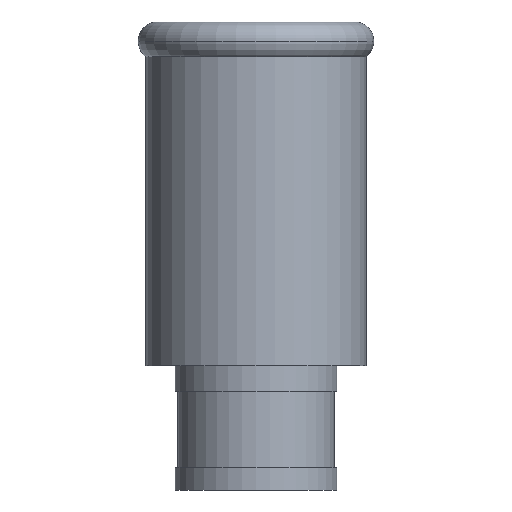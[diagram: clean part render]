
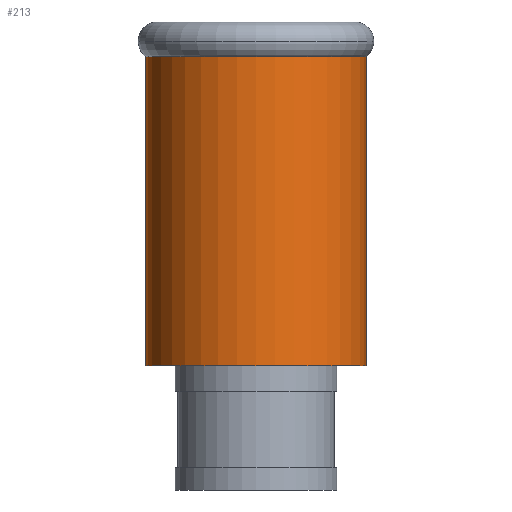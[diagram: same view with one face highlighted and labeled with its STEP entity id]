
A CAD part, front view. The second image highlights one B-rep face of the part: STEP entity #213.
In plain terms, the highlighted cylindrical face has radius 17.3 mm (diameter 34.6 mm), a full revolution.
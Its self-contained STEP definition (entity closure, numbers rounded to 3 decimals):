
#22=LINE('',#396,#29);
#29=VECTOR('',#336,16.1);
#36=CYLINDRICAL_SURFACE('',#261,17.3);
#57=FACE_OUTER_BOUND('',#78,.T.);
#78=EDGE_LOOP('',(#186,#187,#188,#189));
#93=CIRCLE('',#250,17.3);
#98=CIRCLE('',#260,17.3);
#110=VERTEX_POINT('',#375);
#115=VERTEX_POINT('',#393);
#132=EDGE_CURVE('',#110,#110,#93,.F.);
#139=EDGE_CURVE('',#115,#115,#98,.F.);
#140=EDGE_CURVE('',#110,#115,#22,.T.);
#186=ORIENTED_EDGE('',*,*,#132,.T.);
#187=ORIENTED_EDGE('',*,*,#140,.T.);
#188=ORIENTED_EDGE('',*,*,#139,.T.);
#189=ORIENTED_EDGE('',*,*,#140,.F.);
#213=ADVANCED_FACE('',(#57),#36,.T.);
#250=AXIS2_PLACEMENT_3D('',#377,#310,#311);
#260=AXIS2_PLACEMENT_3D('',#394,#332,#333);
#261=AXIS2_PLACEMENT_3D('',#395,#334,#335);
#310=DIRECTION('center_axis',(0.,0.,1.));
#311=DIRECTION('ref_axis',(1.,0.,0.));
#332=DIRECTION('center_axis',(0.,0.,-1.));
#333=DIRECTION('ref_axis',(1.,0.,0.));
#334=DIRECTION('center_axis',(0.,0.,1.));
#335=DIRECTION('ref_axis',(1.,0.,0.));
#336=DIRECTION('',(0.,0.,-1.));
#375=CARTESIAN_POINT('',(-17.3,0.,62.539));
#377=CARTESIAN_POINT('Origin',(0.,0.,62.539));
#393=CARTESIAN_POINT('',(-17.3,0.,14.));
#394=CARTESIAN_POINT('Origin',(0.,0.,14.));
#395=CARTESIAN_POINT('Origin',(0.,0.,0.));
#396=CARTESIAN_POINT('',(-17.3,0.,0.));
